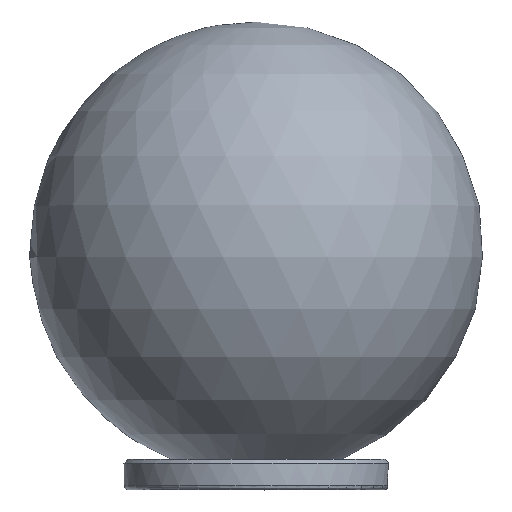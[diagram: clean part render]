
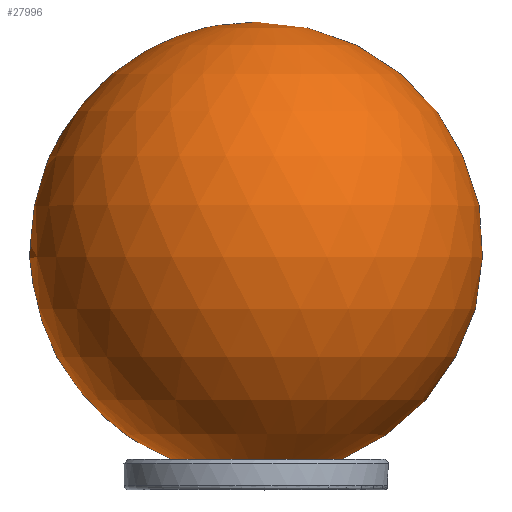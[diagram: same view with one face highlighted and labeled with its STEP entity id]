
A CAD part, top view. The second image highlights one B-rep face of the part: STEP entity #27996.
In plain terms, the highlighted spherical face has radius 60 mm.
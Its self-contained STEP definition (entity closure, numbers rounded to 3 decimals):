
#816=SPHERICAL_SURFACE('',#29723,60.);
#1951=FACE_OUTER_BOUND('',#3491,.T.);
#3491=EDGE_LOOP('',(#19243,#19244,#19245));
#11507=CIRCLE('',#29719,22.5);
#11510=CIRCLE('',#29724,60.);
#12325=VERTEX_POINT('',#40132);
#12328=VERTEX_POINT('',#40141);
#15026=EDGE_CURVE('',#12325,#12325,#11507,.T.);
#15030=EDGE_CURVE('',#12328,#12325,#11510,.T.);
#19243=ORIENTED_EDGE('',*,*,#15026,.F.);
#19244=ORIENTED_EDGE('',*,*,#15030,.F.);
#19245=ORIENTED_EDGE('',*,*,#15030,.T.);
#27996=ADVANCED_FACE('',(#1951),#816,.T.);
#29719=AXIS2_PLACEMENT_3D('',#40133,#32138,#32139);
#29723=AXIS2_PLACEMENT_3D('',#40140,#32147,#32148);
#29724=AXIS2_PLACEMENT_3D('',#40142,#32149,#32150);
#32138=DIRECTION('center_axis',(0.,0.,
-1.));
#32139=DIRECTION('ref_axis',(1.,0.,0.));
#32147=DIRECTION('center_axis',(0.,0.,
1.));
#32148=DIRECTION('ref_axis',(1.,0.,0.));
#32149=DIRECTION('center_axis',(0.,-1.,0.));
#32150=DIRECTION('ref_axis',(-1.,0.,0.));
#40132=CARTESIAN_POINT('',(-22.5,0.,0.));
#40133=CARTESIAN_POINT('Origin',(0.,0.,0.));
#40140=CARTESIAN_POINT('Origin',(0.,0.,
55.621));
#40141=CARTESIAN_POINT('',(0.,0.,115.621));
#40142=CARTESIAN_POINT('Origin',(0.,0.,
55.621));
